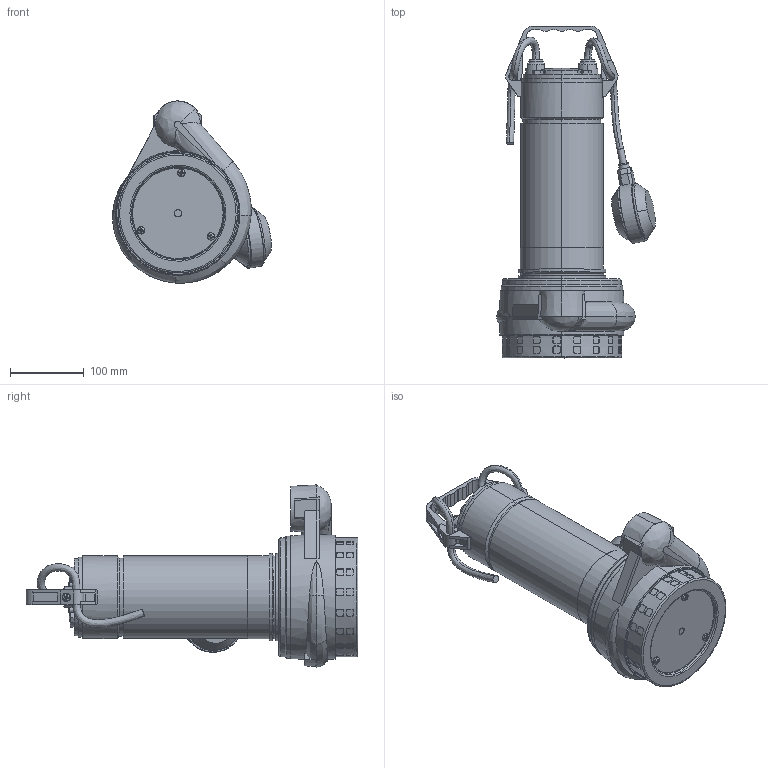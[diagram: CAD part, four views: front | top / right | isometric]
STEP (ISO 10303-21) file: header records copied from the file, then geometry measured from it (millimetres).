
FILE_DESCRIPTION (( 'STEP AP203' ), '1' );
FILE_NAME ('10018142swa00.step', '2023-06-20T14:39:34', ( '' ), ( '' ), 'SwSTEP 2.0', 'SolidWorks 2020', '' );
FILE_SCHEMA (( 'CONFIG_CONTROL_DESIGN' ));
Length unit declared in the file: millimetre
Products named in the file (3): Copia di 69778_1^10018142swa00; 10018142swa00; Copia di Coperchio motore^10018142swa00
Assembly tree (2 placements, depth 2):
  10018142swa00
    Copia di 69778_1^10018142swa00
    Copia di Coperchio motore^10018142swa00
Bounding box: 215.53 x 450.2 x 247.08 mm (x, y, z)
Volume: 6092906.1 mm3; surface area: 483761.5 mm2
Topology: 30 solids, 30 shells, 1338 faces, 3403 edges, 2201 vertices
Faces by surface type: plane 646, cylinder 461, cone 128, bspline 62, torus 21, sphere 20
Entity records: 67116 total; most frequent: CARTESIAN_POINT 35069, ORIENTED_EDGE 6778, DIRECTION 6337, EDGE_CURVE 3389, AXIS2_PLACEMENT_3D 2335, VERTEX_POINT 2199, VECTOR 1667, LINE 1667
